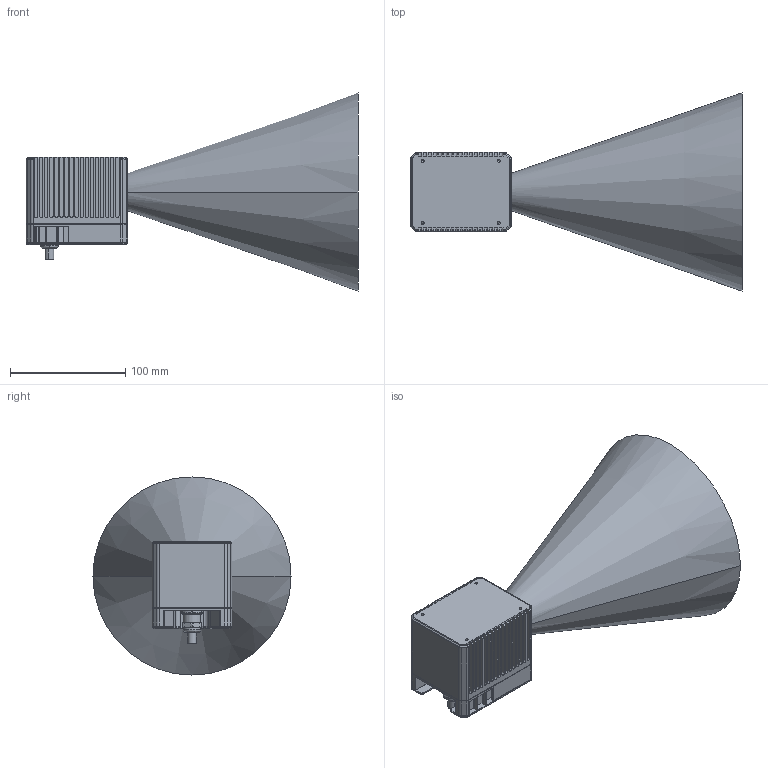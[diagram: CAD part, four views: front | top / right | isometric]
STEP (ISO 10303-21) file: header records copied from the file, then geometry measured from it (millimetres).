
FILE_DESCRIPTION (( 'STEP AP203' ), '1' );
FILE_NAME ('MID-40-SOLID.STEP', '2019-01-10T17:32:21', ( 'hh' ), ( 'Microsoft' ), 'SwSTEP 2.0', 'SolidWorks 2016', '' );
FILE_SCHEMA (( 'CONFIG_CONTROL_DESIGN' ));
Length unit declared in the file: millimetre
Products named in the file (3): MID-40; F0V; MID-40-SOLID
Assembly tree (2 placements, depth 2):
  MID-40-SOLID
    MID-40
    F0V
Bounding box: 287.8 x 171.76 x 171.76 mm (x, y, z)
Volume: 2302986.3 mm3; surface area: 145172.9 mm2
Topology: 2 solids, 3 shells, 718 faces, 1908 edges, 1208 vertices
Faces by surface type: plane 335, cylinder 277, cone 88, bspline 18
Entity records: 22714 total; most frequent: CARTESIAN_POINT 4299, DIRECTION 3885, ORIENTED_EDGE 3784, EDGE_CURVE 1892, AXIS2_PLACEMENT_3D 1346, VERTEX_POINT 1208, VECTOR 1193, LINE 1193
